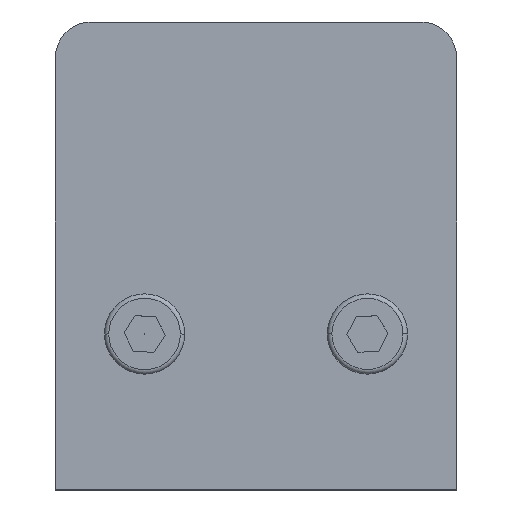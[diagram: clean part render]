
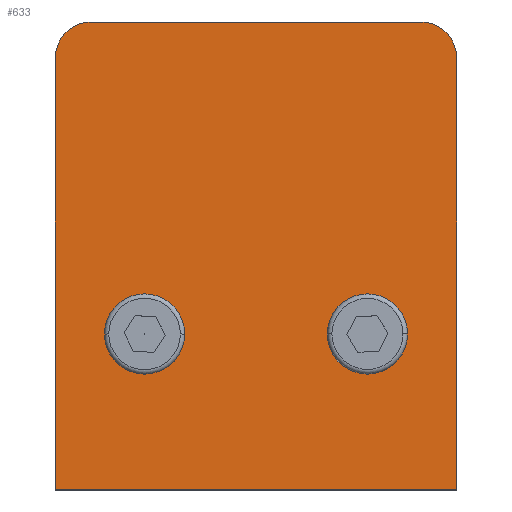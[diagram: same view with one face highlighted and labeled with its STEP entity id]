
A CAD part, top view. The second image highlights one B-rep face of the part: STEP entity #633.
In plain terms, the highlighted planar face has unit normal (0, 0, 1).
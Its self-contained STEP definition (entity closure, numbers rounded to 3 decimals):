
#20 = VERTEX_POINT ( 'NONE', #1058 ) ;
#60 = DIRECTION ( 'NONE',  ( 1., 0., 0. ) ) ;
#76 = CARTESIAN_POINT ( 'NONE',  ( 22.5, 37.5, 20.75 ) ) ;
#84 = CARTESIAN_POINT ( 'NONE',  ( 22.5, 37.5, 20.75 ) ) ;
#91 = EDGE_LOOP ( 'NONE', ( #2814, #846 ) ) ;
#136 = DIRECTION ( 'NONE',  ( 0., 0., 1. ) ) ;
#148 = AXIS2_PLACEMENT_3D ( 'NONE', #1168, #3164, #593 ) ;
#308 = VERTEX_POINT ( 'NONE', #2464 ) ;
#386 = CIRCLE ( 'NONE', #858, 4.5 ) ;
#579 = AXIS2_PLACEMENT_3D ( 'NONE', #2150, #3038, #1874 ) ;
#587 = EDGE_CURVE ( 'NONE', #3479, #2623, #2977, .T. ) ;
#593 = DIRECTION ( 'NONE',  ( 0., 1., 0. ) ) ;
#633 = ADVANCED_FACE ( 'NONE', ( #1524, #2988, #648 ), #3529, .F. ) ;
#642 = CIRCLE ( 'NONE', #579, 4. ) ;
#643 = ORIENTED_EDGE ( 'NONE', *, *, #3033, .F. ) ;
#648 = FACE_OUTER_BOUND ( 'NONE', #2581, .T. ) ;
#661 = VERTEX_POINT ( 'NONE', #2770 ) ;
#676 = VERTEX_POINT ( 'NONE', #1629 ) ;
#695 = DIRECTION ( 'NONE',  ( 1., 0., 0. ) ) ;
#741 = DIRECTION ( 'NONE',  ( 0., 0., 1. ) ) ;
#751 = CARTESIAN_POINT ( 'NONE',  ( -12.5, 2.5, 20.75 ) ) ;
#841 = CARTESIAN_POINT ( 'NONE',  ( 22.5, 33.5, 20.75 ) ) ;
#845 = CARTESIAN_POINT ( 'NONE',  ( 18.5, 37.5, 20.75 ) ) ;
#846 = ORIENTED_EDGE ( 'NONE', *, *, #1611, .F. ) ;
#858 = AXIS2_PLACEMENT_3D ( 'NONE', #3590, #741, #1668 ) ;
#907 = CARTESIAN_POINT ( 'NONE',  ( -8., 2.5, 20.75 ) ) ;
#942 = DIRECTION ( 'NONE',  ( 1., 0., 0. ) ) ;
#981 = VECTOR ( 'NONE', #695, 1000. ) ;
#1011 = EDGE_CURVE ( 'NONE', #308, #20, #642, .T. ) ;
#1058 = CARTESIAN_POINT ( 'NONE',  ( -22.5, 33.5, 20.75 ) ) ;
#1073 = CARTESIAN_POINT ( 'NONE',  ( -22.5, 37.5, 20.75 ) ) ;
#1143 = EDGE_CURVE ( 'NONE', #20, #676, #1403, .T. ) ;
#1168 = CARTESIAN_POINT ( 'NONE',  ( 18.5, 33.5, 20.75 ) ) ;
#1254 = CARTESIAN_POINT ( 'NONE',  ( -42.5, -14.952, 20.75 ) ) ;
#1273 = CARTESIAN_POINT ( 'NONE',  ( -12.5, 2.5, 20.75 ) ) ;
#1282 = VECTOR ( 'NONE', #2346, 1000. ) ;
#1339 = VECTOR ( 'NONE', #2355, 1000. ) ;
#1403 = LINE ( 'NONE', #1073, #3218 ) ;
#1423 = VERTEX_POINT ( 'NONE', #845 ) ;
#1429 = CARTESIAN_POINT ( 'NONE',  ( 12.5, 2.5, 20.75 ) ) ;
#1444 = CARTESIAN_POINT ( 'NONE',  ( 8., 2.5, 20.75 ) ) ;
#1461 = CIRCLE ( 'NONE', #3139, 4.5 ) ;
#1486 = CARTESIAN_POINT ( 'NONE',  ( 17., 2.5, 20.75 ) ) ;
#1509 = LINE ( 'NONE', #2645, #1282 ) ;
#1524 = FACE_BOUND ( 'NONE', #91, .T. ) ;
#1577 = DIRECTION ( 'NONE',  ( 0., 0., 1. ) ) ;
#1611 = EDGE_CURVE ( 'NONE', #2623, #3479, #1461, .T. ) ;
#1629 = CARTESIAN_POINT ( 'NONE',  ( -22.5, -14.952, 20.75 ) ) ;
#1668 = DIRECTION ( 'NONE',  ( 1., 0., 0. ) ) ;
#1734 = DIRECTION ( 'NONE',  ( 0., 0., 1. ) ) ;
#1796 = DIRECTION ( 'NONE',  ( 0., 0., -1. ) ) ;
#1874 = DIRECTION ( 'NONE',  ( 0., 1., 0. ) ) ;
#1903 = DIRECTION ( 'NONE',  ( 1., 0., 0. ) ) ;
#1955 = AXIS2_PLACEMENT_3D ( 'NONE', #1273, #136, #942 ) ;
#2070 = ORIENTED_EDGE ( 'NONE', *, *, #2750, .T. ) ;
#2150 = CARTESIAN_POINT ( 'NONE',  ( -18.5, 33.5, 20.75 ) ) ;
#2192 = ORIENTED_EDGE ( 'NONE', *, *, #3039, .T. ) ;
#2218 = CARTESIAN_POINT ( 'NONE',  ( -17., 2.5, 20.75 ) ) ;
#2326 = EDGE_LOOP ( 'NONE', ( #3131, #3491 ) ) ;
#2346 = DIRECTION ( 'NONE',  ( 0., -1., 0. ) ) ;
#2355 = DIRECTION ( 'NONE',  ( -1., 0., 0. ) ) ;
#2464 = CARTESIAN_POINT ( 'NONE',  ( -18.5, 37.5, 20.75 ) ) ;
#2483 = CIRCLE ( 'NONE', #3616, 4.5 ) ;
#2581 = EDGE_LOOP ( 'NONE', ( #2942, #2070, #643, #2192, #3467, #2979 ) ) ;
#2623 = VERTEX_POINT ( 'NONE', #2218 ) ;
#2645 = CARTESIAN_POINT ( 'NONE',  ( 22.5, 37.5, 20.75 ) ) ;
#2718 = EDGE_CURVE ( 'NONE', #1423, #308, #3559, .T. ) ;
#2750 = EDGE_CURVE ( 'NONE', #676, #661, #3226, .T. ) ;
#2770 = CARTESIAN_POINT ( 'NONE',  ( 22.5, -14.952, 20.75 ) ) ;
#2814 = ORIENTED_EDGE ( 'NONE', *, *, #587, .F. ) ;
#2850 = AXIS2_PLACEMENT_3D ( 'NONE', #84, #1796, #2933 ) ;
#2926 = EDGE_CURVE ( 'NONE', #3679, #3474, #386, .T. ) ;
#2933 = DIRECTION ( 'NONE',  ( 0., 1., 0. ) ) ;
#2942 = ORIENTED_EDGE ( 'NONE', *, *, #1143, .T. ) ;
#2977 = CIRCLE ( 'NONE', #1955, 4.5 ) ;
#2979 = ORIENTED_EDGE ( 'NONE', *, *, #1011, .T. ) ;
#2988 = FACE_BOUND ( 'NONE', #2326, .T. ) ;
#3033 = EDGE_CURVE ( 'NONE', #3305, #661, #1509, .T. ) ;
#3038 = DIRECTION ( 'NONE',  ( 0., 0., 1. ) ) ;
#3039 = EDGE_CURVE ( 'NONE', #3305, #1423, #3319, .T. ) ;
#3131 = ORIENTED_EDGE ( 'NONE', *, *, #3521, .F. ) ;
#3139 = AXIS2_PLACEMENT_3D ( 'NONE', #751, #1577, #1903 ) ;
#3164 = DIRECTION ( 'NONE',  ( 0., 0., 1. ) ) ;
#3218 = VECTOR ( 'NONE', #3374, 1000. ) ;
#3226 = LINE ( 'NONE', #1254, #981 ) ;
#3305 = VERTEX_POINT ( 'NONE', #841 ) ;
#3319 = CIRCLE ( 'NONE', #148, 4. ) ;
#3374 = DIRECTION ( 'NONE',  ( 0., -1., 0. ) ) ;
#3467 = ORIENTED_EDGE ( 'NONE', *, *, #2718, .T. ) ;
#3474 = VERTEX_POINT ( 'NONE', #1486 ) ;
#3479 = VERTEX_POINT ( 'NONE', #907 ) ;
#3491 = ORIENTED_EDGE ( 'NONE', *, *, #2926, .F. ) ;
#3521 = EDGE_CURVE ( 'NONE', #3474, #3679, #2483, .T. ) ;
#3529 = PLANE ( 'NONE',  #2850 ) ;
#3559 = LINE ( 'NONE', #76, #1339 ) ;
#3590 = CARTESIAN_POINT ( 'NONE',  ( 12.5, 2.5, 20.75 ) ) ;
#3616 = AXIS2_PLACEMENT_3D ( 'NONE', #1429, #1734, #60 ) ;
#3679 = VERTEX_POINT ( 'NONE', #1444 ) ;
